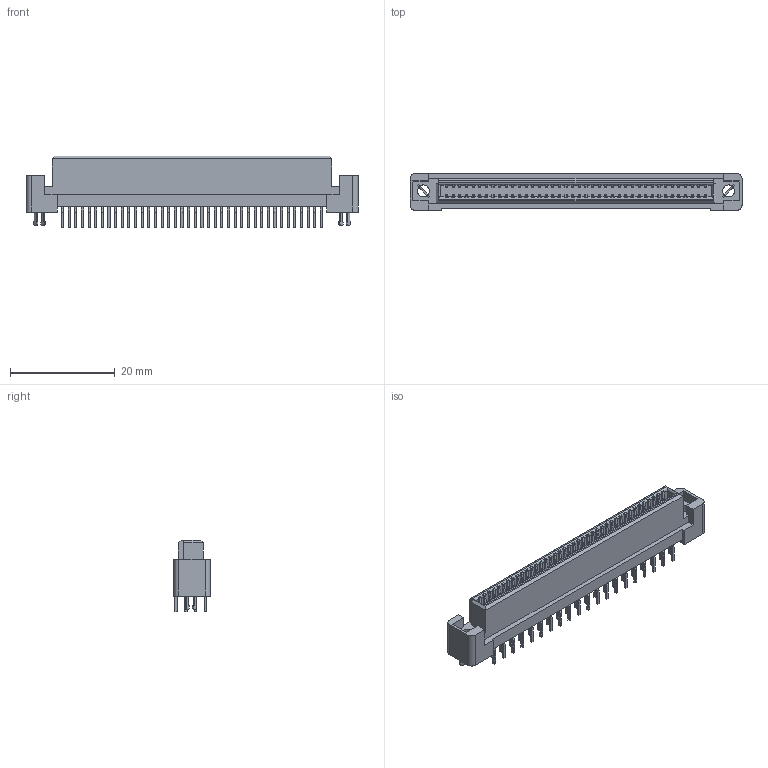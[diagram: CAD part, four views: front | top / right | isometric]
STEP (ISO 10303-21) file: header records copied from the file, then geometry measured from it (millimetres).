
FILE_DESCRIPTION(('STEP AP214'),'1');
FILE_NAME('KEL 8801-080-170S-F.stp','2023-04-25T15:36:29',(' '),(' '),'Spatial InterOp 3D',' ',' ');
FILE_SCHEMA(('AUTOMOTIVE_DESIGN { 1 0 10303 214 1 1 1 1 }'));
Length unit declared in the file: millimetre
Products named in the file (12): KEL 8801-080-170S-F; Shell; StraightPin; PinTop; StraightPinBottom; PinPair; CurvedPin; CurvedPinBottom; Pins; Mounting post
Assembly tree (50 placements, depth 5):
  KEL 8801-080-170S-F
    Shell
    Pins
      PinPair  x40
        StraightPin
          PinTop
          StraightPinBottom
        CurvedPin
          PinTop
          CurvedPinBottom
    Mounting post
    (unnamed)
Bounding box: 63.53 x 7 x 13.7 mm (x, y, z)
Volume: 2494.5 mm3; surface area: 4470.5 mm2
Topology: 163 solids, 163 shells, 1758 faces, 4287 edges, 2856 vertices
Faces by surface type: plane 1474, cylinder 284
Entity records: 21382 total; most frequent: CARTESIAN_POINT 3028, ORIENTED_EDGE 2958, DIRECTION 2871, EDGE_CURVE 1479, LINE 1217, VECTOR 1217, VERTEX_POINT 984, AXIS2_PLACEMENT_3D 827
